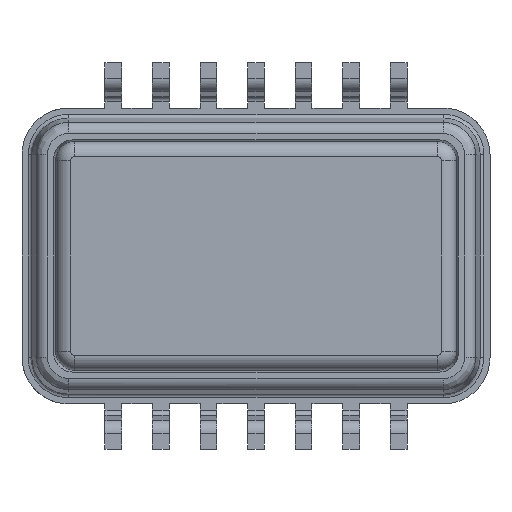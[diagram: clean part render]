
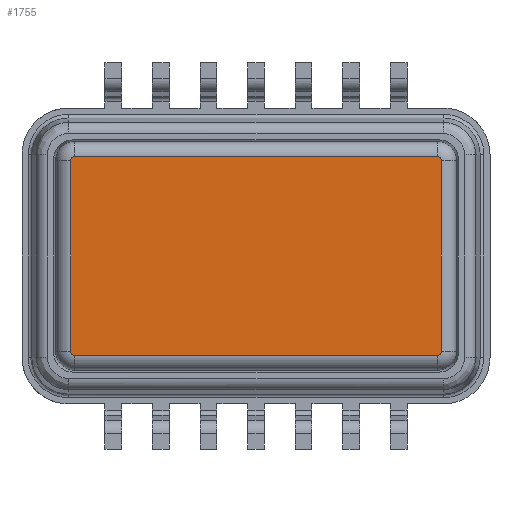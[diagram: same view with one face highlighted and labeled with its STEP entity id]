
A CAD part, front view. The second image highlights one B-rep face of the part: STEP entity #1755.
In plain terms, the highlighted planar face has unit normal (0, -1, 0).
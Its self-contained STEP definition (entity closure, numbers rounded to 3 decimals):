
#382 = CARTESIAN_POINT ( 'NONE',  ( 4.85, -1.635, -2.65 ) ) ;
#436 = CARTESIAN_POINT ( 'NONE',  ( 4.95, -1.635, -2.55 ) ) ;
#611 = CARTESIAN_POINT ( 'NONE',  ( -4.95, -1.635, 2.576 ) ) ;
#997 = CARTESIAN_POINT ( 'NONE',  ( 4.95, -1.635, -2.55 ) ) ;
#1091 = CARTESIAN_POINT ( 'NONE',  ( -4.95, -1.635, 2.55 ) ) ;
#1731 = CARTESIAN_POINT ( 'NONE',  ( -4.876, -1.635, 2.65 ) ) ;
#1755 = ADVANCED_FACE ( 'NONE', ( #6965 ), #17350, .F. ) ;
#1796 = VERTEX_POINT ( 'NONE', #9205 ) ;
#1971 = CARTESIAN_POINT ( 'NONE',  ( -4.939, -1.635, 2.602 ) ) ;
#2045 = CARTESIAN_POINT ( 'NONE',  ( 4.876, -1.635, 2.65 ) ) ;
#2307 = DIRECTION ( 'NONE',  ( 0., 0., 1. ) ) ;
#2497 = ORIENTED_EDGE ( 'NONE', *, *, #6037, .T. ) ;
#2539 = EDGE_CURVE ( 'NONE', #16650, #1796, #12956, .T. ) ;
#2573 = VERTEX_POINT ( 'NONE', #16528 ) ;
#2830 = LINE ( 'NONE', #6101, #5789 ) ;
#3053 = CARTESIAN_POINT ( 'NONE',  ( 4.876, -1.635, -2.65 ) ) ;
#3056 = EDGE_LOOP ( 'NONE', ( #7360, #17325, #15972, #12616, #8423, #17275, #8331, #2497 ) ) ;
#3085 = CARTESIAN_POINT ( 'NONE',  ( -4.85, -1.635, -2.65 ) ) ;
#3361 = CARTESIAN_POINT ( 'NONE',  ( 4.95, -1.635, 2.576 ) ) ;
#3370 = LINE ( 'NONE', #10395, #17364 ) ;
#3576 = B_SPLINE_CURVE_WITH_KNOTS ( 'NONE', 3,
 ( #15762, #2045, #4681, #14165, #3361, #15702 ),
 .UNSPECIFIED., .F., .F.,
 ( 4, 2, 4 ),
 ( 0., 0.5, 1. ),
 .UNSPECIFIED. ) ;
#3677 = VERTEX_POINT ( 'NONE', #7358 ) ;
#3709 = CARTESIAN_POINT ( 'NONE',  ( -4.85, -1.635, -2.65 ) ) ;
#4433 = CARTESIAN_POINT ( 'NONE',  ( -4.902, -1.635, -2.639 ) ) ;
#4592 = DIRECTION ( 'NONE',  ( 1., 0., 0. ) ) ;
#4681 = CARTESIAN_POINT ( 'NONE',  ( 4.902, -1.635, 2.639 ) ) ;
#5172 = CARTESIAN_POINT ( 'NONE',  ( -4.95, -1.635, 2.65 ) ) ;
#5218 = EDGE_CURVE ( 'NONE', #16650, #2573, #13960, .T. ) ;
#5504 = B_SPLINE_CURVE_WITH_KNOTS ( 'NONE', 3,
 ( #3085, #12530, #4433, #5807, #15250, #7171 ),
 .UNSPECIFIED., .F., .F.,
 ( 4, 2, 4 ),
 ( 0., 0.5, 1. ),
 .UNSPECIFIED. ) ;
#5747 = CARTESIAN_POINT ( 'NONE',  ( -4.95, -1.635, 0. ) ) ;
#5750 = VECTOR ( 'NONE', #16652, 1000. ) ;
#5789 = VECTOR ( 'NONE', #4592, 1000. ) ;
#5807 = CARTESIAN_POINT ( 'NONE',  ( -4.939, -1.635, -2.602 ) ) ;
#5956 = LINE ( 'NONE', #10445, #12281 ) ;
#6037 = EDGE_CURVE ( 'NONE', #15194, #3677, #3370, .T. ) ;
#6101 = CARTESIAN_POINT ( 'NONE',  ( 0., -1.635, -2.65 ) ) ;
#6609 = EDGE_CURVE ( 'NONE', #12213, #3677, #3576, .T. ) ;
#6965 = FACE_OUTER_BOUND ( 'NONE', #3056, .T. ) ;
#7110 = CARTESIAN_POINT ( 'NONE',  ( -4.85, -1.635, 2.65 ) ) ;
#7171 = CARTESIAN_POINT ( 'NONE',  ( -4.95, -1.635, -2.55 ) ) ;
#7255 = CARTESIAN_POINT ( 'NONE',  ( 4.939, -1.635, -2.602 ) ) ;
#7358 = CARTESIAN_POINT ( 'NONE',  ( 4.95, -1.635, 2.55 ) ) ;
#7360 = ORIENTED_EDGE ( 'NONE', *, *, #6609, .F. ) ;
#7749 = EDGE_CURVE ( 'NONE', #15713, #16345, #2830, .T. ) ;
#8331 = ORIENTED_EDGE ( 'NONE', *, *, #8460, .F. ) ;
#8423 = ORIENTED_EDGE ( 'NONE', *, *, #17529, .F. ) ;
#8460 = EDGE_CURVE ( 'NONE', #15194, #16345, #12324, .T. ) ;
#9035 = DIRECTION ( 'NONE',  ( -1., 0., 0. ) ) ;
#9205 = CARTESIAN_POINT ( 'NONE',  ( -4.95, -1.635, -2.55 ) ) ;
#9317 = DIRECTION ( 'NONE',  ( 1., 0., 0. ) ) ;
#9941 = CARTESIAN_POINT ( 'NONE',  ( 4.902, -1.635, -2.639 ) ) ;
#10395 = CARTESIAN_POINT ( 'NONE',  ( 4.95, -1.635, 0. ) ) ;
#10445 = CARTESIAN_POINT ( 'NONE',  ( 0., -1.635, 2.65 ) ) ;
#12213 = VERTEX_POINT ( 'NONE', #17320 ) ;
#12281 = VECTOR ( 'NONE', #9035, 1000. ) ;
#12324 = B_SPLINE_CURVE_WITH_KNOTS ( 'NONE', 3,
 ( #436, #13924, #7255, #9941, #3053, #382 ),
 .UNSPECIFIED., .F., .F.,
 ( 4, 2, 4 ),
 ( 0., 0.5, 1. ),
 .UNSPECIFIED. ) ;
#12530 = CARTESIAN_POINT ( 'NONE',  ( -4.876, -1.635, -2.65 ) ) ;
#12597 = CARTESIAN_POINT ( 'NONE',  ( -4.95, -1.635, 2.55 ) ) ;
#12616 = ORIENTED_EDGE ( 'NONE', *, *, #2539, .T. ) ;
#12778 = CARTESIAN_POINT ( 'NONE',  ( -4.902, -1.635, 2.639 ) ) ;
#12956 = LINE ( 'NONE', #5747, #5750 ) ;
#13351 = CARTESIAN_POINT ( 'NONE',  ( 4.85, -1.635, -2.65 ) ) ;
#13884 = AXIS2_PLACEMENT_3D ( 'NONE', #5172, #14623, #9317 ) ;
#13924 = CARTESIAN_POINT ( 'NONE',  ( 4.95, -1.635, -2.576 ) ) ;
#13960 = B_SPLINE_CURVE_WITH_KNOTS ( 'NONE', 3,
 ( #12597, #611, #1971, #12778, #1731, #7110 ),
 .UNSPECIFIED., .F., .F.,
 ( 4, 2, 4 ),
 ( 0., 0.5, 1. ),
 .UNSPECIFIED. ) ;
#14165 = CARTESIAN_POINT ( 'NONE',  ( 4.939, -1.635, 2.602 ) ) ;
#14623 = DIRECTION ( 'NONE',  ( 0., 1., 0. ) ) ;
#14801 = EDGE_CURVE ( 'NONE', #12213, #2573, #5956, .T. ) ;
#15194 = VERTEX_POINT ( 'NONE', #997 ) ;
#15250 = CARTESIAN_POINT ( 'NONE',  ( -4.95, -1.635, -2.576 ) ) ;
#15702 = CARTESIAN_POINT ( 'NONE',  ( 4.95, -1.635, 2.55 ) ) ;
#15713 = VERTEX_POINT ( 'NONE', #3709 ) ;
#15762 = CARTESIAN_POINT ( 'NONE',  ( 4.85, -1.635, 2.65 ) ) ;
#15972 = ORIENTED_EDGE ( 'NONE', *, *, #5218, .F. ) ;
#16345 = VERTEX_POINT ( 'NONE', #13351 ) ;
#16528 = CARTESIAN_POINT ( 'NONE',  ( -4.85, -1.635, 2.65 ) ) ;
#16650 = VERTEX_POINT ( 'NONE', #1091 ) ;
#16652 = DIRECTION ( 'NONE',  ( 0., 0., -1. ) ) ;
#17275 = ORIENTED_EDGE ( 'NONE', *, *, #7749, .T. ) ;
#17320 = CARTESIAN_POINT ( 'NONE',  ( 4.85, -1.635, 2.65 ) ) ;
#17325 = ORIENTED_EDGE ( 'NONE', *, *, #14801, .T. ) ;
#17350 = PLANE ( 'NONE',  #13884 ) ;
#17364 = VECTOR ( 'NONE', #2307, 1000. ) ;
#17529 = EDGE_CURVE ( 'NONE', #15713, #1796, #5504, .T. ) ;
